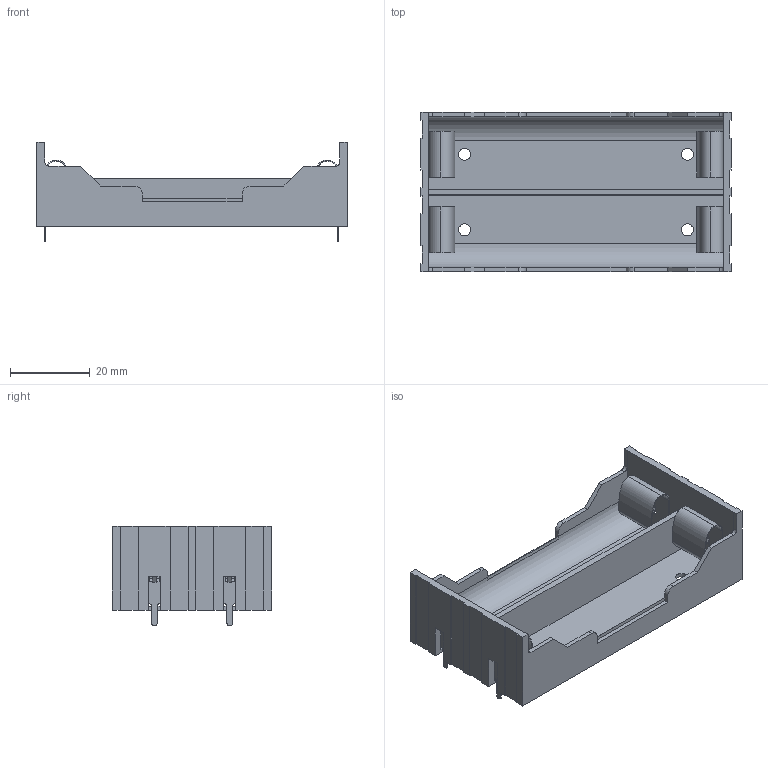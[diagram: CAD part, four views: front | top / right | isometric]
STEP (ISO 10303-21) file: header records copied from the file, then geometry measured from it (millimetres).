
FILE_DESCRIPTION(/* description */ (''),/* implementation_level */ '2;1');
FILE_NAME(/* name */ 'BLOSSOM-BLM-18650-2PCS.step',/* time_stamp */ '2018-12-04T12:01:00+01:00',/* author */ ('specialized864'),/* organization */ (''),/* preprocessor_version */ 'ST-DEVELOPER v17.2',/* originating_system */ 'Autodesk Translation Framework v7.6.0.251',/* authorisation */ '');
FILE_SCHEMA (('AUTOMOTIVE_DESIGN { 1 0 10303 214 3 1 1 }'));
Length unit declared in the file: millimetre
Products named in the file (2): BLOSSOM-BLM-18650-2PCS; pin
Assembly tree (4 placements, depth 2):
  BLOSSOM-BLM-18650-2PCS
    pin  x4
Bounding box: 78 x 40 x 25 mm (x, y, z)
Volume: 9936.8 mm3; surface area: 16528 mm2
Topology: 5 solids, 5 shells, 232 faces, 684 edges, 454 vertices
Faces by surface type: plane 166, cylinder 58, bspline 8
Full cylindrical faces by diameter (mm): 3 x4
Entity records: 4813 total; most frequent: CARTESIAN_POINT 965, ORIENTED_EDGE 828, DIRECTION 726, EDGE_CURVE 414, LINE 360, VECTOR 360, VERTEX_POINT 274, AXIS2_PLACEMENT_3D 183
